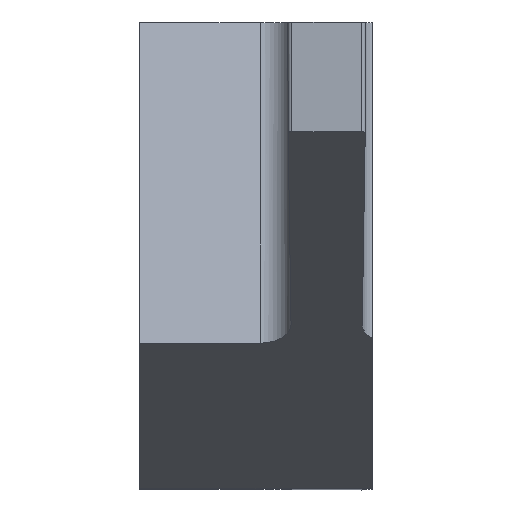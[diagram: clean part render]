
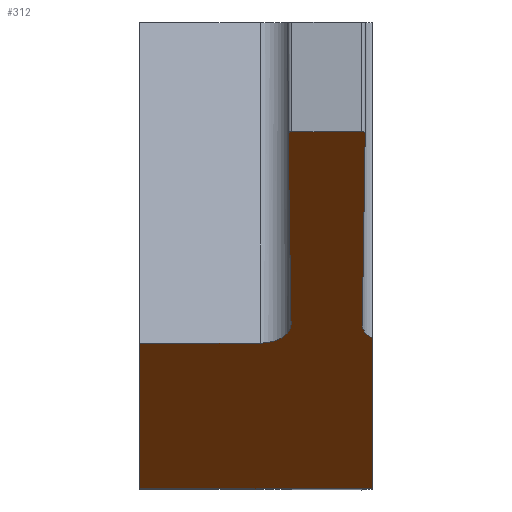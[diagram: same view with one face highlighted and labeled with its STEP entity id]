
A CAD part, top view. The second image highlights one B-rep face of the part: STEP entity #312.
In plain terms, the highlighted planar face has unit normal (0, -0.819, 0.574).
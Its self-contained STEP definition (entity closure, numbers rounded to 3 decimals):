
#16 = CARTESIAN_POINT ( 'NONE',  ( 3.045, -1.121, 3.63 ) ) ;
#25 = EDGE_CURVE ( 'NONE', #187, #408, #563, .T. ) ;
#33 = CARTESIAN_POINT ( 'NONE',  ( 2.869, -0.889, 3.96 ) ) ;
#35 = CARTESIAN_POINT ( 'NONE',  ( 1.789, -1.127, 3.621 ) ) ;
#41 = EDGE_CURVE ( 'NONE', #67, #326, #706, .T. ) ;
#44 = VECTOR ( 'NONE', #133, 1000. ) ;
#45 = CARTESIAN_POINT ( 'NONE',  ( 0., -1.136, 3.608 ) ) ;
#48 = ORIENTED_EDGE ( 'NONE', *, *, #25, .T. ) ;
#51 = EDGE_LOOP ( 'NONE', ( #566, #119, #548, #556, #48, #214, #76, #675, #523, #283, #434 ) ) ;
#52 = LINE ( 'NONE', #231, #496 ) ;
#66 = CARTESIAN_POINT ( 'NONE',  ( 1.951, -0.886, 3.965 ) ) ;
#67 = VERTEX_POINT ( 'NONE', #173 ) ;
#70 = DIRECTION ( 'NONE',  ( 0., 0.819, -0.574 ) ) ;
#76 = ORIENTED_EDGE ( 'NONE', *, *, #486, .F. ) ;
#92 = CARTESIAN_POINT ( 'NONE',  ( 0., 1.824, 7.835 ) ) ;
#109 = EDGE_CURVE ( 'NONE', #358, #187, #492, .T. ) ;
#119 = ORIENTED_EDGE ( 'NONE', *, *, #41, .T. ) ;
#122 = LINE ( 'NONE', #781, #278 ) ;
#133 = DIRECTION ( 'NONE',  ( 0.009, -0.574, -0.819 ) ) ;
#142 =( BOUNDED_CURVE ( )  B_SPLINE_CURVE ( 3, ( #277, #500, #339, #580 ),
 .UNSPECIFIED., .F., .F. ) 
 B_SPLINE_CURVE_WITH_KNOTS ( ( 4, 4 ),
 ( 1.968, 3.142 ),
 .UNSPECIFIED. ) 
 CURVE ( )  GEOMETRIC_REPRESENTATION_ITEM ( )  RATIONAL_B_SPLINE_CURVE ( ( 1., 0.888, 0.888, 1. ) ) 
 REPRESENTATION_ITEM ( '' )  );
#146 = EDGE_CURVE ( 'NONE', #748, #362, #677, .T. ) ;
#157 = DIRECTION ( 'NONE',  ( 0., -0.574, -0.819 ) ) ;
#173 = CARTESIAN_POINT ( 'NONE',  ( 1.96, 1.589, 7.5 ) ) ;
#187 = VERTEX_POINT ( 'NONE', #373 ) ;
#192 = CARTESIAN_POINT ( 'NONE',  ( 3., -3., 0.946 ) ) ;
#200 = CARTESIAN_POINT ( 'NONE',  ( 0., -3., 0.946 ) ) ;
#205 = AXIS2_PLACEMENT_3D ( 'NONE', #616, #70, #401 ) ;
#207 = EDGE_CURVE ( 'NONE', #67, #628, #122, .T. ) ;
#214 = ORIENTED_EDGE ( 'NONE', *, *, #759, .T. ) ;
#219 = CARTESIAN_POINT ( 'NONE',  ( 3., -1.069, 3.703 ) ) ;
#222 = CARTESIAN_POINT ( 'NONE',  ( 2.867, -0.959, 3.861 ) ) ;
#231 = CARTESIAN_POINT ( 'NONE',  ( 3., -3., 0.946 ) ) ;
#236 = CARTESIAN_POINT ( 'NONE',  ( 1.954, -1.027, 3.764 ) ) ;
#268 = DIRECTION ( 'NONE',  ( -1., -0.005, -0.007 ) ) ;
#277 = CARTESIAN_POINT ( 'NONE',  ( 2.906, 1.568, 7.469 ) ) ;
#278 = VECTOR ( 'NONE', #365, 1000. ) ;
#283 = ORIENTED_EDGE ( 'NONE', *, *, #364, .T. ) ;
#289 = CARTESIAN_POINT ( 'NONE',  ( 1.939, 1.589, 7.5 ) ) ;
#312 = ADVANCED_FACE ( 'NONE', ( #379 ), #335, .F. ) ;
#326 = VERTEX_POINT ( 'NONE', #697 ) ;
#335 = PLANE ( 'NONE',  #205 ) ;
#339 = CARTESIAN_POINT ( 'NONE',  ( 2.881, 1.589, 7.5 ) ) ;
#345 = CARTESIAN_POINT ( 'NONE',  ( 1.96, 1.589, 7.5 ) ) ;
#349 = LINE ( 'NONE', #640, #728 ) ;
#350 = EDGE_CURVE ( 'NONE', #611, #628, #142, .T. ) ;
#358 = VERTEX_POINT ( 'NONE', #66 ) ;
#362 = VERTEX_POINT ( 'NONE', #33 ) ;
#364 = EDGE_CURVE ( 'NONE', #362, #611, #554, .T. ) ;
#365 = DIRECTION ( 'NONE',  ( 1., 0., 0. ) ) ;
#366 = VECTOR ( 'NONE', #268, 1000. ) ;
#373 = CARTESIAN_POINT ( 'NONE',  ( 1.555, -1.128, 3.619 ) ) ;
#379 = FACE_OUTER_BOUND ( 'NONE', #51, .T. ) ;
#392 = VERTEX_POINT ( 'NONE', #200 ) ;
#401 = DIRECTION ( 'NONE',  ( 0., 0.574, 0.819 ) ) ;
#403 = EDGE_CURVE ( 'NONE', #748, #625, #349, .T. ) ;
#405 = VECTOR ( 'NONE', #736, 1000. ) ;
#408 = VERTEX_POINT ( 'NONE', #45 ) ;
#434 = ORIENTED_EDGE ( 'NONE', *, *, #350, .T. ) ;
#441 = LINE ( 'NONE', #487, #44 ) ;
#463 = LINE ( 'NONE', #92, #671 ) ;
#486 = EDGE_CURVE ( 'NONE', #625, #392, #52, .T. ) ;
#487 = CARTESIAN_POINT ( 'NONE',  ( 1.91, 1.818, 7.827 ) ) ;
#492 =( BOUNDED_CURVE ( )  B_SPLINE_CURVE ( 3, ( #694, #236, #35, #576 ),
 .UNSPECIFIED., .F., .F. ) 
 B_SPLINE_CURVE_WITH_KNOTS ( ( 4, 4 ),
 ( 4.703, 6.275 ),
 .UNSPECIFIED. ) 
 CURVE ( )  GEOMETRIC_REPRESENTATION_ITEM ( )  RATIONAL_B_SPLINE_CURVE ( ( 1., 0.805, 0.805, 1. ) ) 
 REPRESENTATION_ITEM ( '' )  );
#496 = VECTOR ( 'NONE', #599, 1000. ) ;
#500 = CARTESIAN_POINT ( 'NONE',  ( 2.898, 1.581, 7.488 ) ) ;
#523 = ORIENTED_EDGE ( 'NONE', *, *, #146, .T. ) ;
#548 = ORIENTED_EDGE ( 'NONE', *, *, #584, .T. ) ;
#549 = CARTESIAN_POINT ( 'NONE',  ( 2.906, 1.568, 7.469 ) ) ;
#554 = LINE ( 'NONE', #757, #405 ) ;
#556 = ORIENTED_EDGE ( 'NONE', *, *, #109, .T. ) ;
#563 = LINE ( 'NONE', #16, #366 ) ;
#566 = ORIENTED_EDGE ( 'NONE', *, *, #207, .F. ) ;
#576 = CARTESIAN_POINT ( 'NONE',  ( 1.555, -1.128, 3.619 ) ) ;
#580 = CARTESIAN_POINT ( 'NONE',  ( 2.86, 1.589, 7.5 ) ) ;
#584 = EDGE_CURVE ( 'NONE', #326, #358, #441, .T. ) ;
#599 = DIRECTION ( 'NONE',  ( -1., 0., 0. ) ) ;
#611 = VERTEX_POINT ( 'NONE', #549 ) ;
#616 = CARTESIAN_POINT ( 'NONE',  ( 3., 1.824, 7.835 ) ) ;
#625 = VERTEX_POINT ( 'NONE', #192 ) ;
#628 = VERTEX_POINT ( 'NONE', #779 ) ;
#640 = CARTESIAN_POINT ( 'NONE',  ( 3., 1.824, 7.835 ) ) ;
#645 = DIRECTION ( 'NONE',  ( 0., -0.574, -0.819 ) ) ;
#671 = VECTOR ( 'NONE', #157, 1000. ) ;
#675 = ORIENTED_EDGE ( 'NONE', *, *, #403, .F. ) ;
#677 =( BOUNDED_CURVE ( )  B_SPLINE_CURVE ( 3, ( #750, #755, #222, #770 ),
 .UNSPECIFIED., .F., .F. ) 
 B_SPLINE_CURVE_WITH_KNOTS ( ( 4, 4 ),
 ( 0.736, 1.58 ),
 .UNSPECIFIED. ) 
 CURVE ( )  GEOMETRIC_REPRESENTATION_ITEM ( )  RATIONAL_B_SPLINE_CURVE ( ( 1., 0.942, 0.942, 1. ) ) 
 REPRESENTATION_ITEM ( '' )  );
#694 = CARTESIAN_POINT ( 'NONE',  ( 1.951, -0.886, 3.965 ) ) ;
#697 = CARTESIAN_POINT ( 'NONE',  ( 1.914, 1.568, 7.469 ) ) ;
#698 = CARTESIAN_POINT ( 'NONE',  ( 1.922, 1.581, 7.488 ) ) ;
#706 =( BOUNDED_CURVE ( )  B_SPLINE_CURVE ( 3, ( #345, #289, #698, #764 ),
 .UNSPECIFIED., .F., .F. ) 
 B_SPLINE_CURVE_WITH_KNOTS ( ( 4, 4 ),
 ( 3.142, 4.315 ),
 .UNSPECIFIED. ) 
 CURVE ( )  GEOMETRIC_REPRESENTATION_ITEM ( )  RATIONAL_B_SPLINE_CURVE ( ( 1., 0.888, 0.888, 1. ) ) 
 REPRESENTATION_ITEM ( '' )  );
#728 = VECTOR ( 'NONE', #645, 1000. ) ;
#736 = DIRECTION ( 'NONE',  ( 0.009, 0.574, 0.819 ) ) ;
#748 = VERTEX_POINT ( 'NONE', #219 ) ;
#750 = CARTESIAN_POINT ( 'NONE',  ( 3., -1.069, 3.703 ) ) ;
#755 = CARTESIAN_POINT ( 'NONE',  ( 2.914, -1.023, 3.77 ) ) ;
#757 = CARTESIAN_POINT ( 'NONE',  ( 2.91, 1.824, 7.835 ) ) ;
#759 = EDGE_CURVE ( 'NONE', #408, #392, #463, .T. ) ;
#764 = CARTESIAN_POINT ( 'NONE',  ( 1.914, 1.568, 7.469 ) ) ;
#770 = CARTESIAN_POINT ( 'NONE',  ( 2.869, -0.889, 3.96 ) ) ;
#779 = CARTESIAN_POINT ( 'NONE',  ( 2.86, 1.589, 7.5 ) ) ;
#781 = CARTESIAN_POINT ( 'NONE',  ( 3., 1.589, 7.5 ) ) ;
